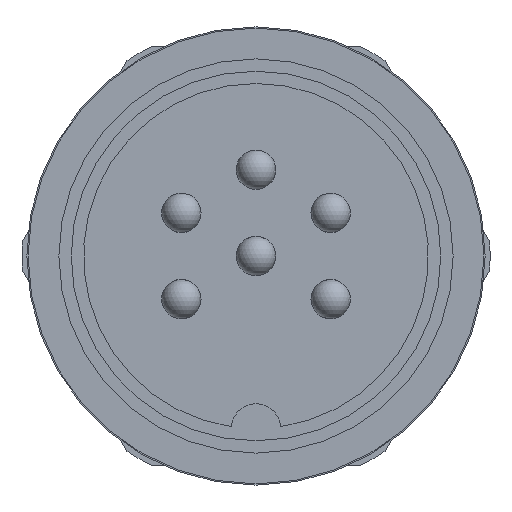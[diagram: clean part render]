
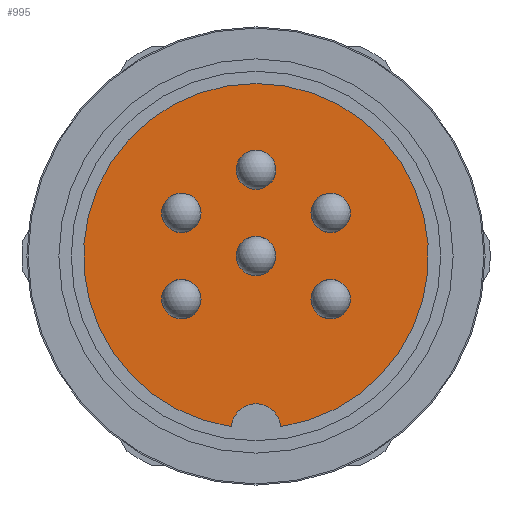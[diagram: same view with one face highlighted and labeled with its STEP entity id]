
A CAD part, front view. The second image highlights one B-rep face of the part: STEP entity #995.
In plain terms, the highlighted planar face has unit normal (0, -1, 0).
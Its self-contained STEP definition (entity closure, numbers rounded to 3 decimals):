
#597=CARTESIAN_POINT('',(-2.23,-22.0,-1.75));
#598=VERTEX_POINT('',#597);
#607=CARTESIAN_POINT('',(-3.83,-22.0,-1.75));
#608=VERTEX_POINT('',#607);
#609=CARTESIAN_POINT('',(-3.03,-22.0,-1.75));
#610=DIRECTION('',(0.0,1.0,0.0));
#611=DIRECTION('',(1.0,0.0,0.0));
#612=AXIS2_PLACEMENT_3D('',#609,#610,#611);
#613=CIRCLE('',#612,0.8);
#614=EDGE_CURVE('',#608,#598,#613,.T.);
#639=CARTESIAN_POINT('',(0.8,-22.0,3.5));
#640=VERTEX_POINT('',#639);
#649=CARTESIAN_POINT('',(-0.8,-22.0,3.5));
#650=VERTEX_POINT('',#649);
#651=CARTESIAN_POINT('',(0.0,-22.0,3.5));
#652=DIRECTION('',(0.0,1.0,0.0));
#653=DIRECTION('',(1.0,0.0,0.0));
#654=AXIS2_PLACEMENT_3D('',#651,#652,#653);
#655=CIRCLE('',#654,0.8);
#656=EDGE_CURVE('',#650,#640,#655,.T.);
#681=CARTESIAN_POINT('',(-2.23,-22.0,1.75));
#682=VERTEX_POINT('',#681);
#691=CARTESIAN_POINT('',(-3.83,-22.0,1.75));
#692=VERTEX_POINT('',#691);
#693=CARTESIAN_POINT('',(-3.03,-22.0,1.75));
#694=DIRECTION('',(0.0,1.0,0.0));
#695=DIRECTION('',(1.0,0.0,0.0));
#696=AXIS2_PLACEMENT_3D('',#693,#694,#695);
#697=CIRCLE('',#696,0.8);
#698=EDGE_CURVE('',#692,#682,#697,.T.);
#723=CARTESIAN_POINT('',(3.83,-22.0,-1.75));
#724=VERTEX_POINT('',#723);
#733=CARTESIAN_POINT('',(2.23,-22.0,-1.75));
#734=VERTEX_POINT('',#733);
#735=CARTESIAN_POINT('',(3.03,-22.0,-1.75));
#736=DIRECTION('',(0.0,1.0,0.0));
#737=DIRECTION('',(1.0,0.0,0.0));
#738=AXIS2_PLACEMENT_3D('',#735,#736,#737);
#739=CIRCLE('',#738,0.8);
#740=EDGE_CURVE('',#734,#724,#739,.T.);
#765=CARTESIAN_POINT('',(3.83,-22.0,1.75));
#766=VERTEX_POINT('',#765);
#775=CARTESIAN_POINT('',(2.23,-22.0,1.75));
#776=VERTEX_POINT('',#775);
#777=CARTESIAN_POINT('',(3.03,-22.0,1.75));
#778=DIRECTION('',(0.0,1.0,0.0));
#779=DIRECTION('',(1.0,0.0,0.0));
#780=AXIS2_PLACEMENT_3D('',#777,#778,#779);
#781=CIRCLE('',#780,0.8);
#782=EDGE_CURVE('',#776,#766,#781,.T.);
#807=CARTESIAN_POINT('',(0.8,-22.0,0.));
#808=VERTEX_POINT('',#807);
#817=CARTESIAN_POINT('',(-0.8,-22.0,0.));
#818=VERTEX_POINT('',#817);
#819=CARTESIAN_POINT('',(0.0,-22.0,0.0));
#820=DIRECTION('',(0.0,1.0,0.0));
#821=DIRECTION('',(1.0,0.0,0.0));
#822=AXIS2_PLACEMENT_3D('',#819,#820,#821);
#823=CIRCLE('',#822,0.8);
#824=EDGE_CURVE('',#818,#808,#823,.T.);
#851=CARTESIAN_POINT('',(0.,-22.0,7.));
#852=VERTEX_POINT('',#851);
#868=CARTESIAN_POINT('',(-0.997,-22.0,-6.929));
#869=VERTEX_POINT('',#868);
#876=CARTESIAN_POINT('',(0.0,-22.0,0.0));
#877=DIRECTION('',(0.0,1.0,0.0));
#878=DIRECTION('',(0.0,0.0,1.0));
#879=AXIS2_PLACEMENT_3D('',#876,#877,#878);
#880=CIRCLE('',#879,7.);
#881=EDGE_CURVE('',#869,#852,#880,.T.);
#900=CARTESIAN_POINT('',(0.997,-22.0,-6.929));
#901=VERTEX_POINT('',#900);
#908=CARTESIAN_POINT('',(0.0,-22.0,-7.));
#909=DIRECTION('',(0.0,1.0,0.0));
#910=DIRECTION('',(-0.997,0.0,0.071));
#911=AXIS2_PLACEMENT_3D('',#908,#909,#910);
#912=CIRCLE('',#911,1.0);
#913=EDGE_CURVE('',#869,#901,#912,.T.);
#919=CARTESIAN_POINT('',(0.0,-22.0,3.5));
#920=DIRECTION('',(0.0,-1.0,0.0));
#921=DIRECTION('',(0.0,0.0,-1.0));
#922=AXIS2_PLACEMENT_3D('',#919,#920,#921);
#923=PLANE('',#922);
#924=ORIENTED_EDGE('',*,*,#913,.T.);
#925=CARTESIAN_POINT('',(0.0,-22.0,0.0));
#926=DIRECTION('',(0.0,1.0,0.0));
#927=DIRECTION('',(0.0,0.0,1.0));
#928=AXIS2_PLACEMENT_3D('',#925,#926,#927);
#929=CIRCLE('',#928,7.);
#930=EDGE_CURVE('',#852,#901,#929,.T.);
#931=ORIENTED_EDGE('',*,*,#930,.F.);
#932=ORIENTED_EDGE('',*,*,#881,.F.);
#933=EDGE_LOOP('',(#924,#931,#932));
#934=FACE_OUTER_BOUND('',#933,.T.);
#935=ORIENTED_EDGE('',*,*,#824,.T.);
#936=CARTESIAN_POINT('',(0.0,-22.0,0.0));
#937=DIRECTION('',(0.0,1.0,0.0));
#938=DIRECTION('',(1.0,0.0,0.0));
#939=AXIS2_PLACEMENT_3D('',#936,#937,#938);
#940=CIRCLE('',#939,0.8);
#941=EDGE_CURVE('',#808,#818,#940,.T.);
#942=ORIENTED_EDGE('',*,*,#941,.T.);
#943=EDGE_LOOP('',(#935,#942));
#944=FACE_BOUND('',#943,.T.);
#945=ORIENTED_EDGE('',*,*,#782,.T.);
#946=CARTESIAN_POINT('',(3.03,-22.0,1.75));
#947=DIRECTION('',(0.0,1.0,0.0));
#948=DIRECTION('',(1.0,0.0,0.0));
#949=AXIS2_PLACEMENT_3D('',#946,#947,#948);
#950=CIRCLE('',#949,0.8);
#951=EDGE_CURVE('',#766,#776,#950,.T.);
#952=ORIENTED_EDGE('',*,*,#951,.T.);
#953=EDGE_LOOP('',(#945,#952));
#954=FACE_BOUND('',#953,.T.);
#955=ORIENTED_EDGE('',*,*,#740,.T.);
#956=CARTESIAN_POINT('',(3.03,-22.0,-1.75));
#957=DIRECTION('',(0.0,1.0,0.0));
#958=DIRECTION('',(1.0,0.0,0.0));
#959=AXIS2_PLACEMENT_3D('',#956,#957,#958);
#960=CIRCLE('',#959,0.8);
#961=EDGE_CURVE('',#724,#734,#960,.T.);
#962=ORIENTED_EDGE('',*,*,#961,.T.);
#963=EDGE_LOOP('',(#955,#962));
#964=FACE_BOUND('',#963,.T.);
#965=ORIENTED_EDGE('',*,*,#614,.T.);
#966=CARTESIAN_POINT('',(-3.03,-22.0,-1.75));
#967=DIRECTION('',(0.0,1.0,0.0));
#968=DIRECTION('',(1.0,0.0,0.0));
#969=AXIS2_PLACEMENT_3D('',#966,#967,#968);
#970=CIRCLE('',#969,0.8);
#971=EDGE_CURVE('',#598,#608,#970,.T.);
#972=ORIENTED_EDGE('',*,*,#971,.T.);
#973=EDGE_LOOP('',(#965,#972));
#974=FACE_BOUND('',#973,.T.);
#975=ORIENTED_EDGE('',*,*,#698,.T.);
#976=CARTESIAN_POINT('',(-3.03,-22.0,1.75));
#977=DIRECTION('',(0.0,1.0,0.0));
#978=DIRECTION('',(1.0,0.0,0.0));
#979=AXIS2_PLACEMENT_3D('',#976,#977,#978);
#980=CIRCLE('',#979,0.8);
#981=EDGE_CURVE('',#682,#692,#980,.T.);
#982=ORIENTED_EDGE('',*,*,#981,.T.);
#983=EDGE_LOOP('',(#975,#982));
#984=FACE_BOUND('',#983,.T.);
#985=ORIENTED_EDGE('',*,*,#656,.T.);
#986=CARTESIAN_POINT('',(0.0,-22.0,3.5));
#987=DIRECTION('',(0.0,1.0,0.0));
#988=DIRECTION('',(1.0,0.0,0.0));
#989=AXIS2_PLACEMENT_3D('',#986,#987,#988);
#990=CIRCLE('',#989,0.8);
#991=EDGE_CURVE('',#640,#650,#990,.T.);
#992=ORIENTED_EDGE('',*,*,#991,.T.);
#993=EDGE_LOOP('',(#985,#992));
#994=FACE_BOUND('',#993,.T.);
#995=ADVANCED_FACE('',(#934,#944,#954,#964,#974,#984,#994),#923,.T.);
